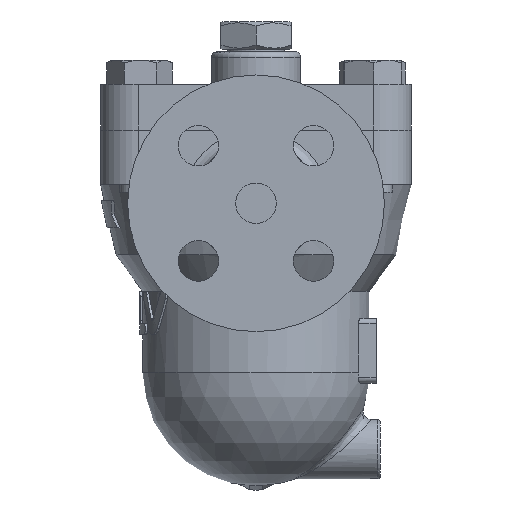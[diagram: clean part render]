
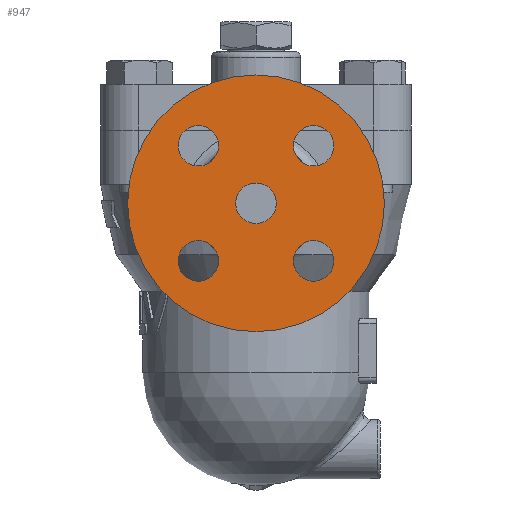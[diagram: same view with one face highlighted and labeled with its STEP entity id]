
A CAD part, left-side view. The second image highlights one B-rep face of the part: STEP entity #947.
In plain terms, the highlighted free-form (B-spline) face has degree [1, 1] with [2, 2] control points.
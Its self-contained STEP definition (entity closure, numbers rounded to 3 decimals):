
#474=CARTESIAN_POINT('',(-109.5,0.,-34.5));
#475=VERTEX_POINT('',#474);
#476=CARTESIAN_POINT('',(-109.5,0.0,-27.));
#477=DIRECTION('',(1.0,0.0,0.0));
#478=DIRECTION('',(0.0,0.0,1.0));
#479=AXIS2_PLACEMENT_3D('',#476,#477,#478);
#480=CIRCLE('',#479,7.5);
#481=EDGE_CURVE('',#475,#475,#480,.T.);
#511=CARTESIAN_POINT('',(-109.5,-13.819,-5.681));
#512=VERTEX_POINT('',#511);
#513=CARTESIAN_POINT('',(-109.5,-21.319,-5.681));
#514=DIRECTION('',(1.0,0.0,0.0));
#515=DIRECTION('',(0.0,1.0,0.0));
#516=AXIS2_PLACEMENT_3D('',#513,#514,#515);
#517=CIRCLE('',#516,7.5);
#518=EDGE_CURVE('',#512,#512,#517,.T.);
#539=CARTESIAN_POINT('',(-109.5,-21.319,-40.819));
#540=VERTEX_POINT('',#539);
#541=CARTESIAN_POINT('',(-109.5,-21.319,-48.319));
#542=DIRECTION('',(1.0,0.0,0.0));
#543=DIRECTION('',(0.0,0.0,1.0));
#544=AXIS2_PLACEMENT_3D('',#541,#542,#543);
#545=CIRCLE('',#544,7.5);
#546=EDGE_CURVE('',#540,#540,#545,.T.);
#567=CARTESIAN_POINT('',(-109.5,13.819,-48.319));
#568=VERTEX_POINT('',#567);
#569=CARTESIAN_POINT('',(-109.5,21.319,-48.319));
#570=DIRECTION('',(1.0,0.0,0.0));
#571=DIRECTION('',(0.0,-1.0,0.0));
#572=AXIS2_PLACEMENT_3D('',#569,#570,#571);
#573=CIRCLE('',#572,7.5);
#574=EDGE_CURVE('',#568,#568,#573,.T.);
#595=CARTESIAN_POINT('',(-109.5,21.319,-13.181));
#596=VERTEX_POINT('',#595);
#597=CARTESIAN_POINT('',(-109.5,21.319,-5.681));
#598=DIRECTION('',(1.0,0.0,0.0));
#599=DIRECTION('',(0.0,0.0,-1.0));
#600=AXIS2_PLACEMENT_3D('',#597,#598,#599);
#601=CIRCLE('',#600,7.5);
#602=EDGE_CURVE('',#596,#596,#601,.T.);
#714=CARTESIAN_POINT('',(-109.5,0.0,20.5));
#715=VERTEX_POINT('',#714);
#716=CARTESIAN_POINT('',(-109.5,0.0,-27.));
#717=DIRECTION('',(-1.0,0.0,0.0));
#718=DIRECTION('',(0.0,0.0,1.0));
#719=AXIS2_PLACEMENT_3D('',#716,#717,#718);
#720=CIRCLE('',#719,47.5);
#721=EDGE_CURVE('',#715,#715,#720,.T.);
#924=CARTESIAN_POINT('',(-109.5,47.5,20.5));
#925=CARTESIAN_POINT('',(-109.5,47.5,-74.5));
#926=CARTESIAN_POINT('',(-109.5,-47.5,20.5));
#927=CARTESIAN_POINT('',(-109.5,-47.5,-74.5));
#928=B_SPLINE_SURFACE_WITH_KNOTS('',1,1,((#924,#926),(#925,#927)),.UNSPECIFIED.,.F.,.F.,.U.,(2,2),(2,2),(0.0,95.0),(0.0,95.0),.UNSPECIFIED.);
#929=ORIENTED_EDGE('',*,*,#721,.T.);
#930=EDGE_LOOP('',(#929));
#931=FACE_OUTER_BOUND('',#930,.T.);
#932=ORIENTED_EDGE('',*,*,#481,.T.);
#933=EDGE_LOOP('',(#932));
#934=FACE_BOUND('',#933,.T.);
#935=ORIENTED_EDGE('',*,*,#518,.T.);
#936=EDGE_LOOP('',(#935));
#937=FACE_BOUND('',#936,.T.);
#938=ORIENTED_EDGE('',*,*,#546,.T.);
#939=EDGE_LOOP('',(#938));
#940=FACE_BOUND('',#939,.T.);
#941=ORIENTED_EDGE('',*,*,#574,.T.);
#942=EDGE_LOOP('',(#941));
#943=FACE_BOUND('',#942,.T.);
#944=ORIENTED_EDGE('',*,*,#602,.T.);
#945=EDGE_LOOP('',(#944));
#946=FACE_BOUND('',#945,.T.);
#947=ADVANCED_FACE('',(#931,#934,#937,#940,#943,#946),#928,.T.);
